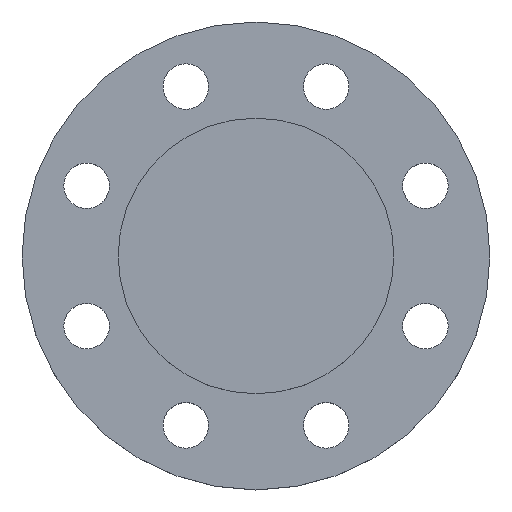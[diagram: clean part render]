
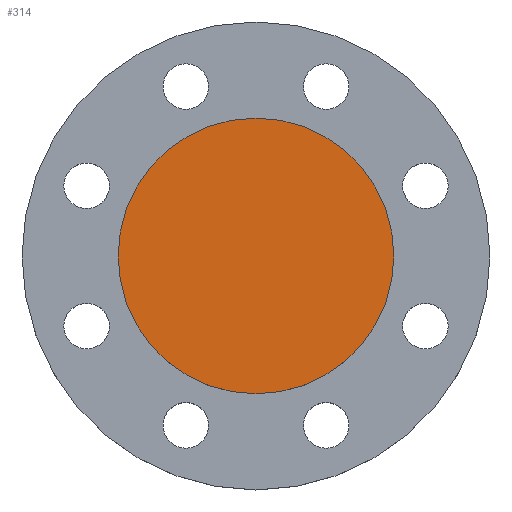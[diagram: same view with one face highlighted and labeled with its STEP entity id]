
A CAD part, top view. The second image highlights one B-rep face of the part: STEP entity #314.
In plain terms, the highlighted planar face has unit normal (0, 0, 1).
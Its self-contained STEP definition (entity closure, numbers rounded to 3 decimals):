
#9 = CIRCLE ( 'NONE', #10, 54.5 ) ;
#10 = AXIS2_PLACEMENT_3D ( 'NONE', #337, #339, #341 ) ;
#25 = AXIS2_PLACEMENT_3D ( 'NONE', #376, #378, #379 ) ;
#66 = AXIS2_PLACEMENT_3D ( 'NONE', #471, #482, #483 ) ;
#67 = CIRCLE ( 'NONE', #66, 54.5 ) ;
#96 = CARTESIAN_POINT ( 'NONE',  ( 54.5, 0., 0. ) ) ;
#144 = CARTESIAN_POINT ( 'NONE',  ( -54.5, 0., 0. ) ) ;
#272 = EDGE_CURVE ( 'NONE', #734, #705, #9, .T. ) ;
#314 = ADVANCED_FACE ( 'NONE', ( #374 ), #375, .T. ) ;
#337 = CARTESIAN_POINT ( 'NONE',  ( 0., 0., 0. ) ) ;
#339 = DIRECTION ( 'NONE',  ( 0., 0., -1. ) ) ;
#341 = DIRECTION ( 'NONE',  ( -1., 0., 0. ) ) ;
#374 = FACE_OUTER_BOUND ( 'NONE', #707, .T. ) ;
#375 = PLANE ( 'NONE',  #25 ) ;
#376 = CARTESIAN_POINT ( 'NONE',  ( 0., 0., 0. ) ) ;
#378 = DIRECTION ( 'NONE',  ( 0., 0., 1. ) ) ;
#379 = DIRECTION ( 'NONE',  ( 1., 0., 0. ) ) ;
#471 = CARTESIAN_POINT ( 'NONE',  ( 0., 0., 0. ) ) ;
#482 = DIRECTION ( 'NONE',  ( 0., 0., -1. ) ) ;
#483 = DIRECTION ( 'NONE',  ( -1., 0., 0. ) ) ;
#519 = EDGE_CURVE ( 'NONE', #705, #734, #67, .T. ) ;
#638 = ORIENTED_EDGE ( 'NONE', *, *, #519, .F. ) ;
#639 = ORIENTED_EDGE ( 'NONE', *, *, #272, .F. ) ;
#705 = VERTEX_POINT ( 'NONE', #144 ) ;
#707 = EDGE_LOOP ( 'NONE', ( #638, #639 ) ) ;
#734 = VERTEX_POINT ( 'NONE', #96 ) ;
